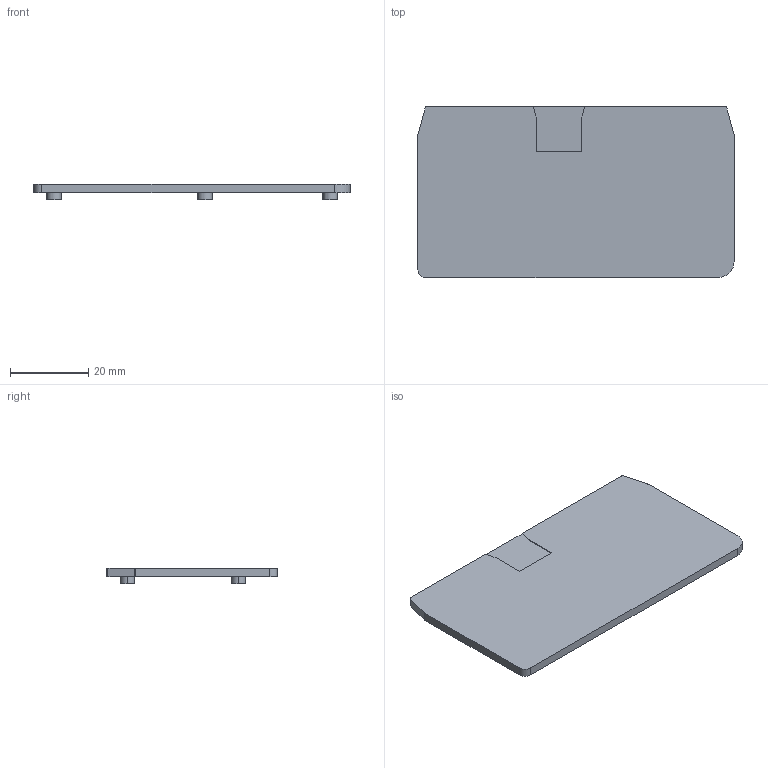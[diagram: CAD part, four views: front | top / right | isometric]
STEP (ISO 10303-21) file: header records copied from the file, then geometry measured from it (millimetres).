
FILE_DESCRIPTION((''),'2;1');
FILE_NAME('DD-ST16-D-20181016','2018-11-28T',('Administrator'),(''),'PRO/ENGINEER BY PARAMETRIC TECHNOLOGY CORPORATION, 2008380','PRO/ENGINEER BY PARAMETRIC TECHNOLOGY CORPORATION, 2008380','');
FILE_SCHEMA(('CONFIG_CONTROL_DESIGN'));
Length unit declared in the file: millimetre
Products named in the file (1): DD-ST16-D-20181016
Bounding box: 80.6 x 43.6 x 4 mm (x, y, z)
Volume: 7633.6 mm3; surface area: 7652.7 mm2
Topology: 1 solids, 1 shells, 41 faces, 103 edges, 66 vertices
Faces by surface type: plane 29, cylinder 12
Entity records: 1255 total; most frequent: CARTESIAN_POINT 210, DIRECTION 209, ORIENTED_EDGE 206, EDGE_CURVE 103, VECTOR 79, LINE 79, VERTEX_POINT 66, AXIS2_PLACEMENT_3D 65
